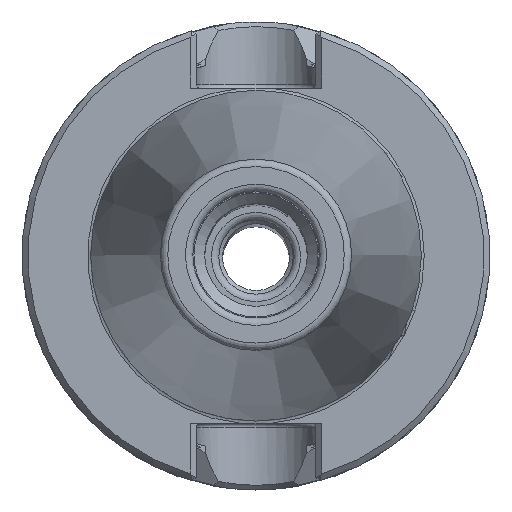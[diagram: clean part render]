
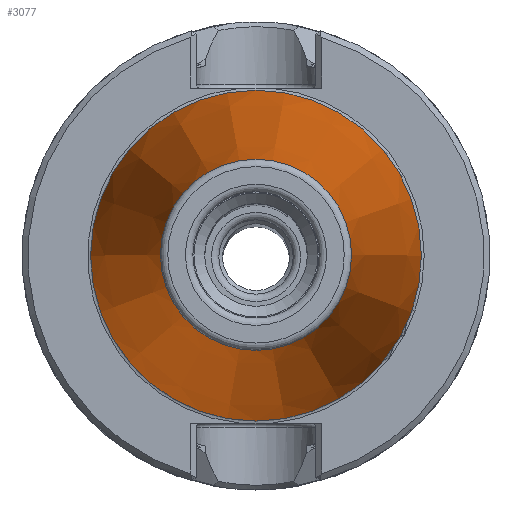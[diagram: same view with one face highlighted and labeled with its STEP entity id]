
A CAD part, top view. The second image highlights one B-rep face of the part: STEP entity #3077.
In plain terms, the highlighted conical face has half-angle 8.297 degrees and reference radius 12.871 mm.
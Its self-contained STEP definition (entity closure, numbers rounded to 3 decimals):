
#299=CONICAL_SURFACE('',#3266,12.871,0.145);
#384=ORIENTED_EDGE('',*,*,#876,.T.);
#385=ORIENTED_EDGE('',*,*,#875,.F.);
#875=EDGE_CURVE('',#1134,#1134,#1333,.T.);
#876=EDGE_CURVE('',#1135,#1135,#1334,.T.);
#1134=VERTEX_POINT('',#4246);
#1135=VERTEX_POINT('',#4249);
#1333=CIRCLE('',#3265,12.871);
#1334=CIRCLE('',#3267,22.268);
#1485=EDGE_LOOP('',(#384));
#1486=EDGE_LOOP('',(#385));
#1731=FACE_BOUND('',#1485,.T.);
#1732=FACE_BOUND('',#1486,.T.);
#3077=ADVANCED_FACE('',(#1731,#1732),#299,.T.);
#3265=AXIS2_PLACEMENT_3D('',#4245,#3616,#3617);
#3266=AXIS2_PLACEMENT_3D('',#4247,#3618,#3619);
#3267=AXIS2_PLACEMENT_3D('',#4248,#3620,#3621);
#3616=DIRECTION('',(0.,0.,1.));
#3617=DIRECTION('',(1.,0.,0.));
#3618=DIRECTION('',(0.,0.,-1.));
#3619=DIRECTION('',(-1.,0.,0.));
#3620=DIRECTION('',(0.,0.,1.));
#3621=DIRECTION('',(1.,0.,0.));
#4245=CARTESIAN_POINT('',(0.,0.,64.544));
#4246=CARTESIAN_POINT('',(12.871,0.,64.544));
#4247=CARTESIAN_POINT('',(0.,0.,64.544));
#4248=CARTESIAN_POINT('',(0.,0.,0.106));
#4249=CARTESIAN_POINT('',(22.268,0.,0.106));
